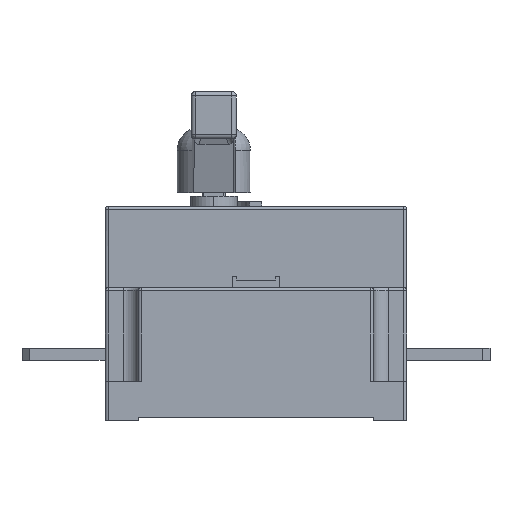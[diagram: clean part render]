
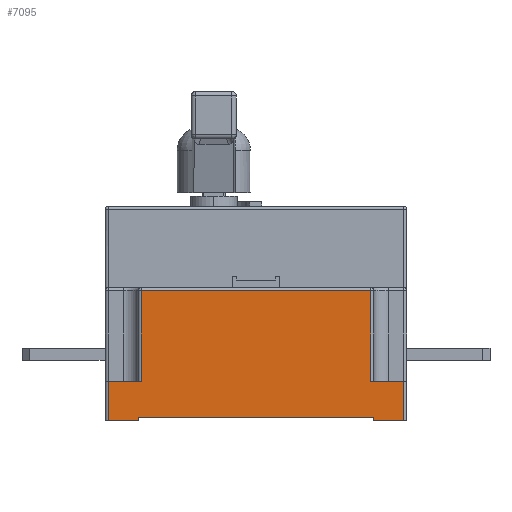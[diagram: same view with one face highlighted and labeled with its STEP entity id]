
A CAD part, left-side view. The second image highlights one B-rep face of the part: STEP entity #7095.
In plain terms, the highlighted planar face has unit normal (-1, 0, 0).
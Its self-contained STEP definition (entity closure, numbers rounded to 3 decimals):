
#31 = VERTEX_POINT ( 'NONE', #3366 ) ;
#104 = LINE ( 'NONE', #1089, #3511 ) ;
#311 = VECTOR ( 'NONE', #4798, 1000. ) ;
#435 = LINE ( 'NONE', #8902, #5662 ) ;
#628 = VECTOR ( 'NONE', #4602, 1000. ) ;
#631 = LINE ( 'NONE', #10502, #628 ) ;
#775 = LINE ( 'NONE', #2471, #311 ) ;
#837 = VECTOR ( 'NONE', #2016, 1000. ) ;
#853 = EDGE_CURVE ( 'NONE', #6394, #3765, #775, .T. ) ;
#940 = ORIENTED_EDGE ( 'NONE', *, *, #1446, .F. ) ;
#1089 = CARTESIAN_POINT ( 'NONE',  ( -188.5, 0., -2. ) ) ;
#1135 = EDGE_CURVE ( 'NONE', #10701, #2527, #1359, .T. ) ;
#1166 = ORIENTED_EDGE ( 'NONE', *, *, #853, .T. ) ;
#1251 = CARTESIAN_POINT ( 'NONE',  ( -188.5, 0., -2. ) ) ;
#1281 = FACE_OUTER_BOUND ( 'NONE', #2453, .T. ) ;
#1293 = CARTESIAN_POINT ( 'NONE',  ( -188.5, -76., 84. ) ) ;
#1359 = LINE ( 'NONE', #4675, #837 ) ;
#1446 = EDGE_CURVE ( 'NONE', #3878, #8129, #4765, .T. ) ;
#1476 = DIRECTION ( 'NONE',  ( 0., -1., 0. ) ) ;
#1481 = VERTEX_POINT ( 'NONE', #8932 ) ;
#1613 = CARTESIAN_POINT ( 'NONE',  ( -188.5, 78., 0. ) ) ;
#1775 = LINE ( 'NONE', #8228, #6598 ) ;
#2003 = ORIENTED_EDGE ( 'NONE', *, *, #9034, .F. ) ;
#2016 = DIRECTION ( 'NONE',  ( 0., 0., 1. ) ) ;
#2048 = CARTESIAN_POINT ( 'NONE',  ( -188.5, 98., -2. ) ) ;
#2162 = DIRECTION ( 'NONE',  ( 0., -1., 0. ) ) ;
#2165 = DIRECTION ( 'NONE',  ( 0., 1., 0. ) ) ;
#2396 = ORIENTED_EDGE ( 'NONE', *, *, #8446, .F. ) ;
#2433 = EDGE_CURVE ( 'NONE', #10144, #3765, #435, .T. ) ;
#2453 = EDGE_LOOP ( 'NONE', ( #6724, #9055, #2003, #3671, #9347, #940, #3198, #10239, #2396, #2581, #9833, #1166 ) ) ;
#2471 = CARTESIAN_POINT ( 'NONE',  ( -188.5, 76., 86. ) ) ;
#2527 = VERTEX_POINT ( 'NONE', #9223 ) ;
#2557 = CARTESIAN_POINT ( 'NONE',  ( -188.5, -98., -2. ) ) ;
#2581 = ORIENTED_EDGE ( 'NONE', *, *, #6604, .T. ) ;
#2584 = DIRECTION ( 'NONE',  ( 0., 1., 0. ) ) ;
#2680 = CARTESIAN_POINT ( 'NONE',  ( -188.5, -76., 86. ) ) ;
#3139 = CARTESIAN_POINT ( 'NONE',  ( -188.5, -78., -2. ) ) ;
#3153 = DIRECTION ( 'NONE',  ( 0., 1., 0. ) ) ;
#3198 = ORIENTED_EDGE ( 'NONE', *, *, #5064, .F. ) ;
#3366 = CARTESIAN_POINT ( 'NONE',  ( -188.5, -76., 24. ) ) ;
#3498 = DIRECTION ( 'NONE',  ( 0., 0., 1. ) ) ;
#3511 = VECTOR ( 'NONE', #4298, 1000. ) ;
#3666 = VECTOR ( 'NONE', #9422, 1000. ) ;
#3671 = ORIENTED_EDGE ( 'NONE', *, *, #9626, .T. ) ;
#3747 = CARTESIAN_POINT ( 'NONE',  ( -188.5, -78., -2. ) ) ;
#3765 = VERTEX_POINT ( 'NONE', #6081 ) ;
#3852 = VERTEX_POINT ( 'NONE', #1293 ) ;
#3878 = VERTEX_POINT ( 'NONE', #3747 ) ;
#3894 = LINE ( 'NONE', #6279, #6957 ) ;
#4010 = DIRECTION ( 'NONE',  ( 1., 0., 0. ) ) ;
#4277 = EDGE_CURVE ( 'NONE', #10144, #5887, #631, .T. ) ;
#4298 = DIRECTION ( 'NONE',  ( 0., 1., 0. ) ) ;
#4602 = DIRECTION ( 'NONE',  ( 0., 0., -1. ) ) ;
#4675 = CARTESIAN_POINT ( 'NONE',  ( -188.5, -98., 86. ) ) ;
#4765 = LINE ( 'NONE', #3139, #10484 ) ;
#4798 = DIRECTION ( 'NONE',  ( 0., 0., -1. ) ) ;
#4878 = DIRECTION ( 'NONE',  ( 0., 0., 1. ) ) ;
#4948 = VERTEX_POINT ( 'NONE', #1613 ) ;
#5064 = EDGE_CURVE ( 'NONE', #10701, #3878, #5838, .T. ) ;
#5662 = VECTOR ( 'NONE', #1476, 1000. ) ;
#5838 = LINE ( 'NONE', #1251, #6639 ) ;
#5887 = VERTEX_POINT ( 'NONE', #2048 ) ;
#6081 = CARTESIAN_POINT ( 'NONE',  ( -188.5, 76., 24. ) ) ;
#6092 = LINE ( 'NONE', #2680, #8118 ) ;
#6279 = CARTESIAN_POINT ( 'NONE',  ( -188.5, -78., 24. ) ) ;
#6394 = VERTEX_POINT ( 'NONE', #9455 ) ;
#6443 = VECTOR ( 'NONE', #3153, 1000. ) ;
#6598 = VECTOR ( 'NONE', #7573, 1000. ) ;
#6604 = EDGE_CURVE ( 'NONE', #31, #3852, #6092, .T. ) ;
#6639 = VECTOR ( 'NONE', #2584, 1000. ) ;
#6724 = ORIENTED_EDGE ( 'NONE', *, *, #2433, .F. ) ;
#6957 = VECTOR ( 'NONE', #2162, 1000. ) ;
#7095 = ADVANCED_FACE ( 'NONE', ( #1281 ), #7152, .F. ) ;
#7152 = PLANE ( 'NONE',  #9313 ) ;
#7155 = LINE ( 'NONE', #9473, #3666 ) ;
#7212 = LINE ( 'NONE', #8999, #6443 ) ;
#7229 = EDGE_CURVE ( 'NONE', #4948, #8129, #1775, .T. ) ;
#7311 = CARTESIAN_POINT ( 'NONE',  ( -188.5, 100., 86. ) ) ;
#7573 = DIRECTION ( 'NONE',  ( 0., -1., 0. ) ) ;
#8118 = VECTOR ( 'NONE', #3498, 1000. ) ;
#8129 = VERTEX_POINT ( 'NONE', #10191 ) ;
#8228 = CARTESIAN_POINT ( 'NONE',  ( -188.5, 100., 0. ) ) ;
#8368 = EDGE_CURVE ( 'NONE', #3852, #6394, #7212, .T. ) ;
#8446 = EDGE_CURVE ( 'NONE', #31, #2527, #3894, .T. ) ;
#8902 = CARTESIAN_POINT ( 'NONE',  ( -188.5, 78., 24. ) ) ;
#8932 = CARTESIAN_POINT ( 'NONE',  ( -188.5, 78., -2. ) ) ;
#8999 = CARTESIAN_POINT ( 'NONE',  ( -188.5, 100., 84. ) ) ;
#9034 = EDGE_CURVE ( 'NONE', #1481, #5887, #104, .T. ) ;
#9055 = ORIENTED_EDGE ( 'NONE', *, *, #4277, .T. ) ;
#9223 = CARTESIAN_POINT ( 'NONE',  ( -188.5, -98., 24. ) ) ;
#9313 = AXIS2_PLACEMENT_3D ( 'NONE', #7311, #4010, #2165 ) ;
#9347 = ORIENTED_EDGE ( 'NONE', *, *, #7229, .T. ) ;
#9422 = DIRECTION ( 'NONE',  ( 0., 0., 1. ) ) ;
#9455 = CARTESIAN_POINT ( 'NONE',  ( -188.5, 76., 84. ) ) ;
#9473 = CARTESIAN_POINT ( 'NONE',  ( -188.5, 78., -2. ) ) ;
#9626 = EDGE_CURVE ( 'NONE', #1481, #4948, #7155, .T. ) ;
#9833 = ORIENTED_EDGE ( 'NONE', *, *, #8368, .T. ) ;
#10144 = VERTEX_POINT ( 'NONE', #10197 ) ;
#10191 = CARTESIAN_POINT ( 'NONE',  ( -188.5, -78., 0. ) ) ;
#10197 = CARTESIAN_POINT ( 'NONE',  ( -188.5, 98., 24. ) ) ;
#10239 = ORIENTED_EDGE ( 'NONE', *, *, #1135, .T. ) ;
#10484 = VECTOR ( 'NONE', #4878, 1000. ) ;
#10502 = CARTESIAN_POINT ( 'NONE',  ( -188.5, 98., 86. ) ) ;
#10701 = VERTEX_POINT ( 'NONE', #2557 ) ;
